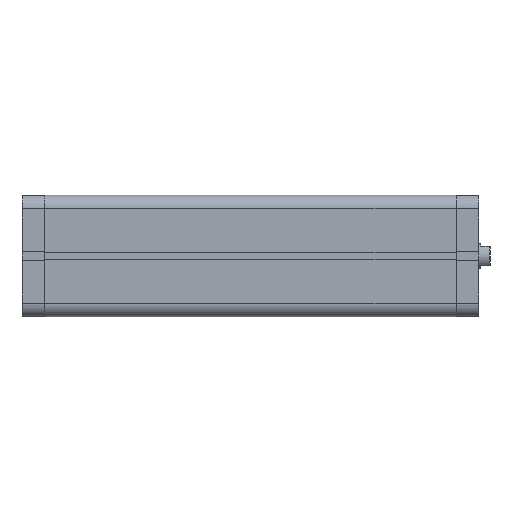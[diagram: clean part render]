
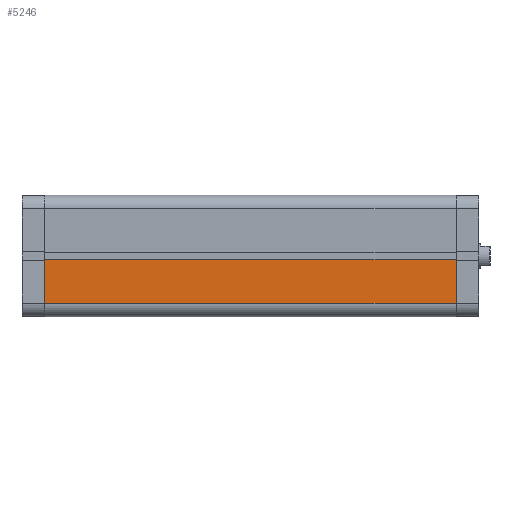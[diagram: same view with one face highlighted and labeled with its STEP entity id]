
A CAD part, front view. The second image highlights one B-rep face of the part: STEP entity #5246.
In plain terms, the highlighted planar face has unit normal (0, -1, 0).
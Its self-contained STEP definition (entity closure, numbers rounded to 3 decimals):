
#357 = CARTESIAN_POINT ( 'NONE',  ( 0., -40., 270.5 ) ) ;
#358 = DIRECTION ( 'NONE',  ( 1., 0., 0. ) ) ;
#359 = CARTESIAN_POINT ( 'NONE',  ( 0., -40., 0. ) ) ;
#360 = CARTESIAN_POINT ( 'NONE',  ( -31., -40., 270.5 ) ) ;
#361 = DIRECTION ( 'NONE',  ( 0., 0., -1. ) ) ;
#367 = CARTESIAN_POINT ( 'NONE',  ( -2.6, -40., 270.5 ) ) ;
#368 = DIRECTION ( 'NONE',  ( 0., 0., -1. ) ) ;
#370 = DIRECTION ( 'NONE',  ( 1., 0., 0. ) ) ;
#549 = PLANE ( 'NONE',  #2110 ) ;
#552 = CARTESIAN_POINT ( 'NONE',  ( 0., -40., 270.5 ) ) ;
#558 = DIRECTION ( 'NONE',  ( 0., 1., 0. ) ) ;
#559 = DIRECTION ( 'NONE',  ( 0., 0., 1. ) ) ;
#1390 = CARTESIAN_POINT ( 'NONE',  ( -31., -40., 0. ) ) ;
#1391 = CARTESIAN_POINT ( 'NONE',  ( -31., -40., 270.5 ) ) ;
#1392 = CARTESIAN_POINT ( 'NONE',  ( -2.6, -40., 0. ) ) ;
#1393 = CARTESIAN_POINT ( 'NONE',  ( -2.6, -40., 270.5 ) ) ;
#2110 = AXIS2_PLACEMENT_3D ( 'NONE', #552, #558, #559 ) ;
#2615 = EDGE_LOOP ( 'NONE', ( #3362, #3363, #3361, #3370 ) ) ;
#3361 = ORIENTED_EDGE ( 'NONE', *, *, #5174, .F. ) ;
#3362 = ORIENTED_EDGE ( 'NONE', *, *, #5179, .T. ) ;
#3363 = ORIENTED_EDGE ( 'NONE', *, *, #5178, .F. ) ;
#3370 = ORIENTED_EDGE ( 'NONE', *, *, #5175, .T. ) ;
#4285 = LINE ( 'NONE', #357, #4286 ) ;
#4286 = VECTOR ( 'NONE', #358, 1000. ) ;
#4287 = LINE ( 'NONE', #360, #4288 ) ;
#4288 = VECTOR ( 'NONE', #361, 1000. ) ;
#4291 = LINE ( 'NONE', #359, #4295 ) ;
#4293 = LINE ( 'NONE', #367, #4294 ) ;
#4294 = VECTOR ( 'NONE', #368, 1000. ) ;
#4295 = VECTOR ( 'NONE', #370, 1000. ) ;
#4399 = FACE_OUTER_BOUND ( 'NONE', #2615, .T. ) ;
#5174 = EDGE_CURVE ( 'NONE', #5528, #5530, #4285, .T. ) ;
#5175 = EDGE_CURVE ( 'NONE', #5528, #5527, #4287, .T. ) ;
#5178 = EDGE_CURVE ( 'NONE', #5530, #5529, #4293, .T. ) ;
#5179 = EDGE_CURVE ( 'NONE', #5527, #5529, #4291, .T. ) ;
#5246 = ADVANCED_FACE ( 'NONE', ( #4399 ), #549, .F. ) ;
#5527 = VERTEX_POINT ( 'NONE', #1390 ) ;
#5528 = VERTEX_POINT ( 'NONE', #1391 ) ;
#5529 = VERTEX_POINT ( 'NONE', #1392 ) ;
#5530 = VERTEX_POINT ( 'NONE', #1393 ) ;
